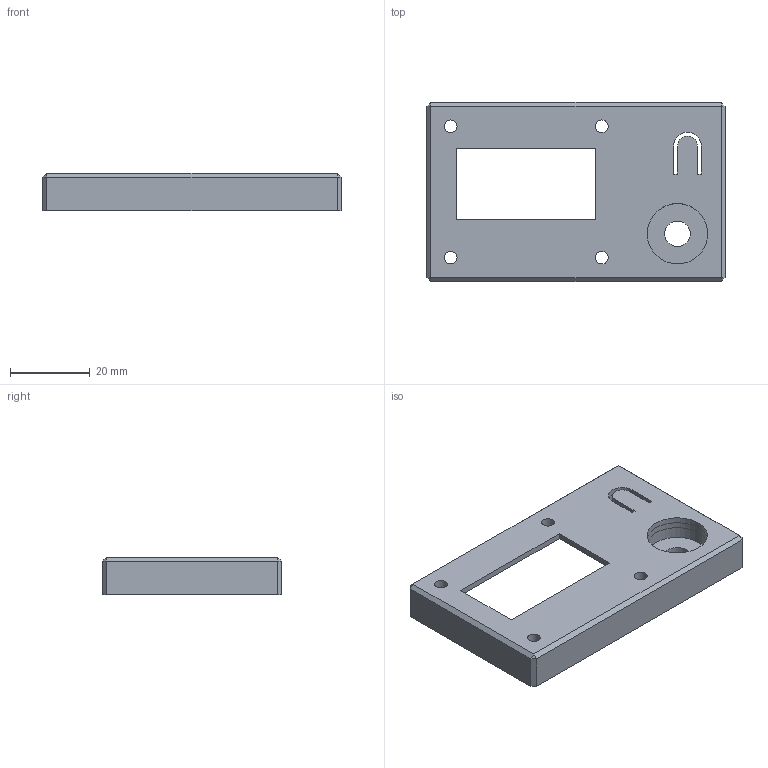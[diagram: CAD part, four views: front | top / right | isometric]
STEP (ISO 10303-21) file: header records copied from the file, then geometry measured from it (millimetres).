
FILE_DESCRIPTION(('FreeCAD Model'),'2;1');
FILE_NAME('Open CASCADE Shape Model','2021-12-29T19:33:26',('Author'),( ''),'Open CASCADE STEP processor 7.5','FreeCAD','Unknown');
FILE_SCHEMA(('AUTOMOTIVE_DESIGN { 1 0 10303 214 1 1 1 1 }'));
Length unit declared in the file: millimetre
Products named in the file (1): lid.case
Bounding box: 75 x 45 x 9.5 mm (x, y, z)
Volume: 8272.9 mm3; surface area: 10090.6 mm2
Topology: 1 solids, 1 shells, 76 faces, 190 edges, 122 vertices
Faces by surface type: plane 57, cylinder 19
Full cylindrical faces by diameter (mm): 3.2 x4, 6.4 x1, 15.2 x3
Entity records: 4697 total; most frequent: CARTESIAN_POINT 902, DIRECTION 667, LINE 415, VECTOR 415, ORIENTED_EDGE 380, PCURVE 380, DEFINITIONAL_REPRESENTATION 380, EDGE_CURVE 190
